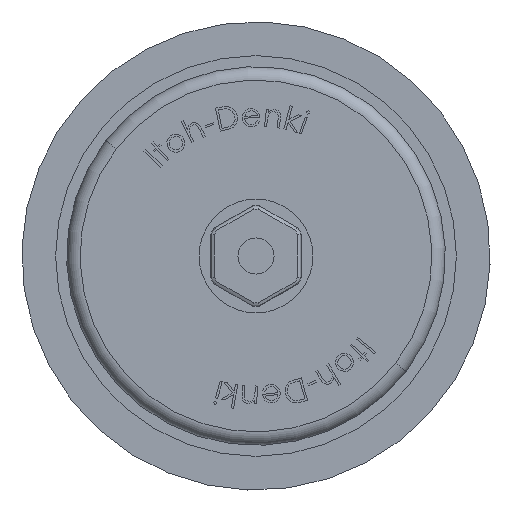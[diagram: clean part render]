
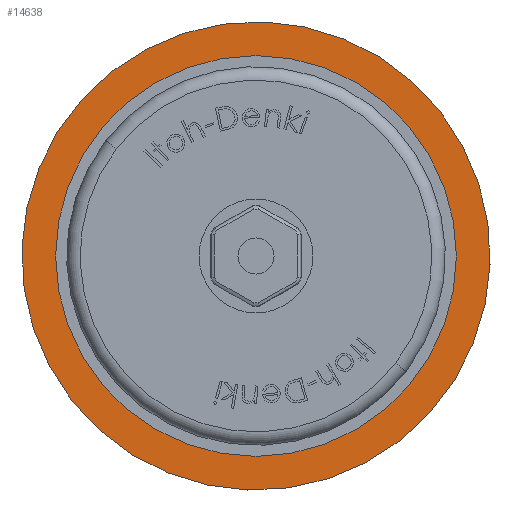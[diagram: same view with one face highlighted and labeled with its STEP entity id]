
A CAD part, left-side view. The second image highlights one B-rep face of the part: STEP entity #14638.
In plain terms, the highlighted planar face has unit normal (-1, 0, 0).
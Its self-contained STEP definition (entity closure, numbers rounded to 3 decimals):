
#385 = VERTEX_POINT ( 'NONE', #16012 ) ;
#1320 = ORIENTED_EDGE ( 'NONE', *, *, #17243, .T. ) ;
#1391 = CIRCLE ( 'NONE', #20256, 29.95 ) ;
#1697 = EDGE_LOOP ( 'NONE', ( #6197, #3246 ) ) ;
#2417 = CARTESIAN_POINT ( 'NONE',  ( 29., 0., -29.95 ) ) ;
#2611 = ORIENTED_EDGE ( 'NONE', *, *, #5167, .T. ) ;
#3123 = DIRECTION ( 'NONE',  ( 0., 0., -1. ) ) ;
#3246 = ORIENTED_EDGE ( 'NONE', *, *, #23074, .T. ) ;
#4749 = FACE_OUTER_BOUND ( 'NONE', #1697, .T. ) ;
#5167 = EDGE_CURVE ( 'R�duction de d�tails1_1+R�duction de d�tails1_4+R�duction de d�tails1_4+R�duction de d�tails1_4', #22573, #385, #24027, .T. ) ;
#5624 = EDGE_CURVE ( 'R�duction de d�tails1_1+R�duction de d�tails1_3+R�duction de d�tails1_3+R�duction de d�tails1_3', #22473, #20960, #23227, .T. ) ;
#6197 = ORIENTED_EDGE ( 'NONE', *, *, #5624, .T. ) ;
#6298 = DIRECTION ( 'NONE',  ( 0., 0.139, 0.99 ) ) ;
#6564 = AXIS2_PLACEMENT_3D ( 'NONE', #6631, #20230, #18371 ) ;
#6631 = CARTESIAN_POINT ( 'NONE',  ( 29., 0., 0. ) ) ;
#7007 = DIRECTION ( 'NONE',  ( 1., 0., 0. ) ) ;
#7596 = DIRECTION ( 'NONE',  ( 0., -0.139, -0.99 ) ) ;
#8971 = CARTESIAN_POINT ( 'NONE',  ( 29., 0., 0. ) ) ;
#10763 = DIRECTION ( 'NONE',  ( 1., 0., 0. ) ) ;
#11920 = CARTESIAN_POINT ( 'NONE',  ( 29., -4.849, -34.662 ) ) ;
#11980 = FACE_BOUND ( 'NONE', #22244, .T. ) ;
#12583 = DIRECTION ( 'NONE',  ( 0., 0., -1. ) ) ;
#13910 = PLANE ( 'NONE',  #15491 ) ;
#14543 = CARTESIAN_POINT ( 'NONE',  ( 29., 0., 0. ) ) ;
#14638 = ADVANCED_FACE ( 'R�duction de d�tails1_1', ( #4749, #11980 ), #13910, .F. ) ;
#15491 = AXIS2_PLACEMENT_3D ( 'NONE', #21107, #7007, #7596 ) ;
#15683 = DIRECTION ( 'NONE',  ( -1., 0., 0. ) ) ;
#16012 = CARTESIAN_POINT ( 'NONE',  ( 29., 0., 29.95 ) ) ;
#16593 = DIRECTION ( 'NONE',  ( 1., 0., 0. ) ) ;
#17243 = EDGE_CURVE ( 'R�duction de d�tails1_1+R�duction de d�tails1_4+R�duction de d�tails1_4+R�duction de d�tails1_4', #385, #22573, #1391, .T. ) ;
#18371 = DIRECTION ( 'NONE',  ( 0., 0.139, 0.99 ) ) ;
#18816 = AXIS2_PLACEMENT_3D ( 'NONE', #19179, #15683, #6298 ) ;
#19179 = CARTESIAN_POINT ( 'NONE',  ( 29., 0., 0. ) ) ;
#20230 = DIRECTION ( 'NONE',  ( -1., 0., 0. ) ) ;
#20256 = AXIS2_PLACEMENT_3D ( 'NONE', #8971, #16593, #12583 ) ;
#20603 = CARTESIAN_POINT ( 'NONE',  ( 29., 4.849, 34.662 ) ) ;
#20960 = VERTEX_POINT ( 'NONE', #11920 ) ;
#21107 = CARTESIAN_POINT ( 'NONE',  ( 29., -4.849, -34.662 ) ) ;
#21791 = CIRCLE ( 'NONE', #6564, 35. ) ;
#22244 = EDGE_LOOP ( 'NONE', ( #2611, #1320 ) ) ;
#22473 = VERTEX_POINT ( 'NONE', #20603 ) ;
#22573 = VERTEX_POINT ( 'NONE', #2417 ) ;
#23074 = EDGE_CURVE ( 'R�duction de d�tails1_1+R�duction de d�tails1_3+R�duction de d�tails1_3+R�duction de d�tails1_3', #20960, #22473, #21791, .T. ) ;
#23227 = CIRCLE ( 'NONE', #18816, 35. ) ;
#24027 = CIRCLE ( 'NONE', #24427, 29.95 ) ;
#24427 = AXIS2_PLACEMENT_3D ( 'NONE', #14543, #10763, #3123 ) ;
